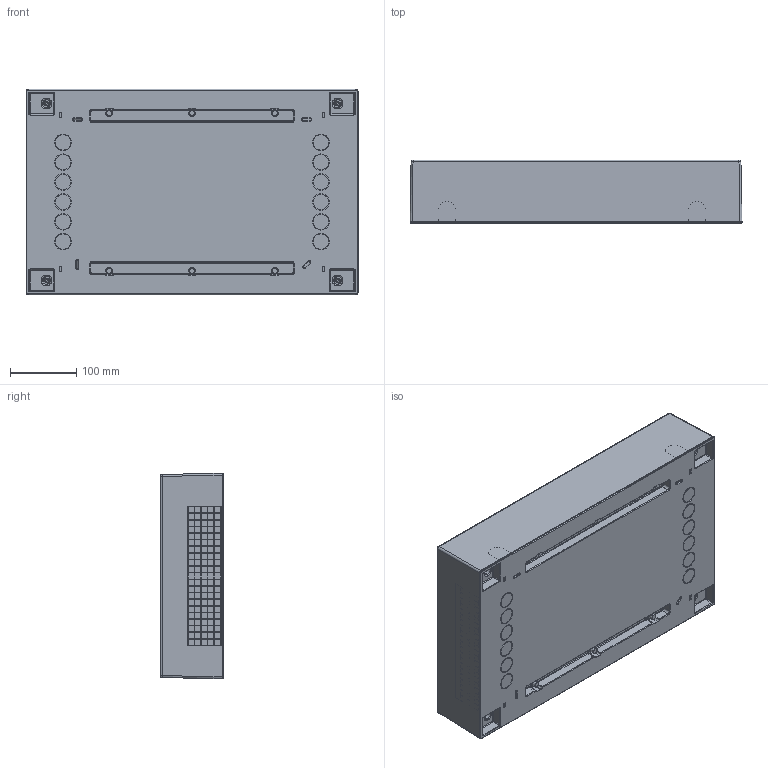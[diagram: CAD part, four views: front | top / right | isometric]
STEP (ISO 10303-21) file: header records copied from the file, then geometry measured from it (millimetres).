
FILE_DESCRIPTION((''),'2;1');
FILE_NAME('ACT_36_PO_ASM','2021-10-21T',('marketing.praksa'),('Audax d.o.o.'),'CREO PARAMETRIC BY PTC INC, 2017480','CREO PARAMETRIC BY PTC INC, 2017480','');
FILE_SCHEMA(('AUTOMOTIVE_DESIGN { 1 0 10303 214 1 1 1 1 }'));
Products named in the file (9): PLASTICNI_SRAF_MASKE_TEHNOPLA_3; DIN_SINA_KRUSKICA_252MM_1_2_3_1; MASKA_36_ALFA_1; DNO_36_ALFA__13_04_2018___1; 36_ASM_1_ASM; DOOR_36_1; SCREW_4_1; PRT9574; ACT_36_PO_ASM
Assembly tree (18 placements, depth 3):
  ACT_36_PO_ASM
    36_ASM_1_ASM
      PLASTICNI_SRAF_MASKE_TEHNOPLA_3  x4
      DIN_SINA_KRUSKICA_252MM_1_2_3_1  x3
      MASKA_36_ALFA_1
      DNO_36_ALFA__13_04_2018___1
    DOOR_36_1
    SCREW_4_1  x6
    PRT9574
Bounding box: 501.27 x 96.03 x 310.06 mm (x, y, z)
Volume: 1518873.3 mm3; surface area: 1449671.1 mm2
Topology: 19 solids, 19 shells, 6545 faces, 16780 edges, 10563 vertices
Faces by surface type: plane 3443, cylinder 1112, bspline 1018, cone 529, torus 269, sphere 174
Entity records: 274277 total; most frequent: CARTESIAN_POINT 94863, ORIENTED_EDGE 29484, DIRECTION 23666, PRESENTATION_STYLE_ASSIGNMENT 14962, STYLED_ITEM 14962, CURVE_STYLE 14742, EDGE_CURVE 14742, VECTOR 9468
